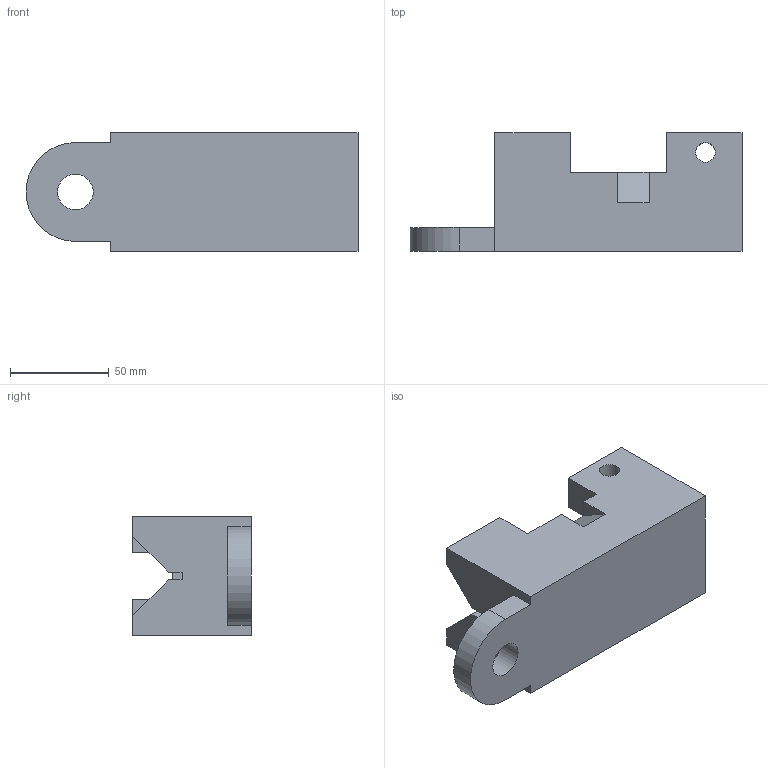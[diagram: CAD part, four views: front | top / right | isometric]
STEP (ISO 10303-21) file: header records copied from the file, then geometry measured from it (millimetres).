
FILE_DESCRIPTION(/* description */ ('STEP AP242','CAx-IF Rec.Pracs.---Representation and Presentation of Product Manufacturing Information (PMI)---4.0---2014-10-13','CAx-IF Rec.Pracs.---3D Tessellated Geometry---0.4---2014-09-14','2;1'),/* implementation_level */ '2;1');
FILE_NAME(/* name */ '6635ed5acc000347d92d0066',/* time_stamp */ '2024-05-04T08:10:03Z',/* author */ ('S. Lettau'),/* organization */ (''),/* preprocessor_version */ 'ST-DEVELOPER v20',/* originating_system */ ' ',/* authorisation */ ' ');
FILE_SCHEMA (('AP242_MANAGED_MODEL_BASED_3D_ENGINEERING_MIM_LF { 1 0 10303 442 1 1 4 }'));
Length unit declared in the file: metre
Products named in the file (1): Part 3
Bounding box: 168 x 60 x 60 mm (x, y, z)
Volume: 371303.2 mm3; surface area: 44084.8 mm2
Topology: 1 solids, 1 shells, 35 faces, 97 edges, 64 vertices
Faces by surface type: plane 31, cylinder 4
Full cylindrical faces by diameter (mm): 10 x2, 18 x1
Entity records: 1122 total; most frequent: CARTESIAN_POINT 194, ORIENTED_EDGE 188, DIRECTION 174, EDGE_CURVE 94, LINE 86, VECTOR 86, VERTEX_POINT 64, EDGE_LOOP 44
